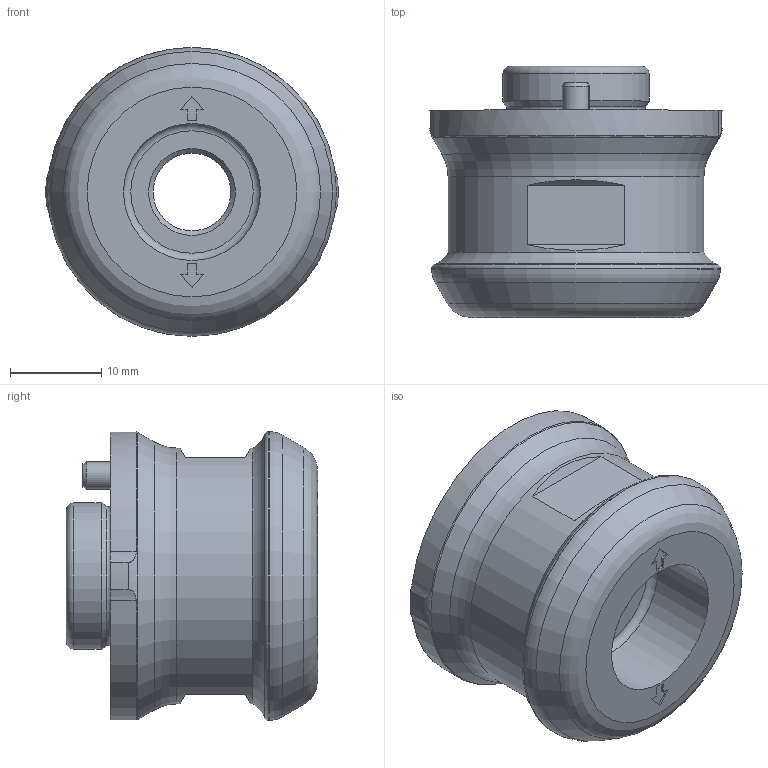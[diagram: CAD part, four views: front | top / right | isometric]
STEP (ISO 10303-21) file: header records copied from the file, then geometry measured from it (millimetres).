
FILE_DESCRIPTION (( 'STEP AP214' ), '1' );
FILE_NAME ('STARK_5000 031_A.STEP', '2022-02-09T16:03:40', ( '' ), ( '' ), 'SwSTEP 2.0', 'SolidWorks 2021', '' );
FILE_SCHEMA (( 'AUTOMOTIVE_DESIGN' ));
Length unit declared in the file: millimetre
Products named in the file (1): STARK_5000 031_A
Bounding box: 31.98 x 27.5 x 31.6 mm (x, y, z)
Volume: 13257.6 mm3; surface area: 4712 mm2
Topology: 1 solids, 1 shells, 68 faces, 163 edges, 102 vertices
Faces by surface type: plane 30, cylinder 17, cone 11, torus 10
Full cylindrical faces by diameter (mm): 3 x1, 8.5 x1, 10.2 x1, 15 x1, 16 x1, 28 x1, 31.6 x1
Entity records: 1836 total; most frequent: CARTESIAN_POINT 339, DIRECTION 306, ORIENTED_EDGE 256, EDGE_CURVE 128, AXIS2_PLACEMENT_3D 117, EDGE_LOOP 102, VERTEX_POINT 94, FACE_OUTER_BOUND 85
